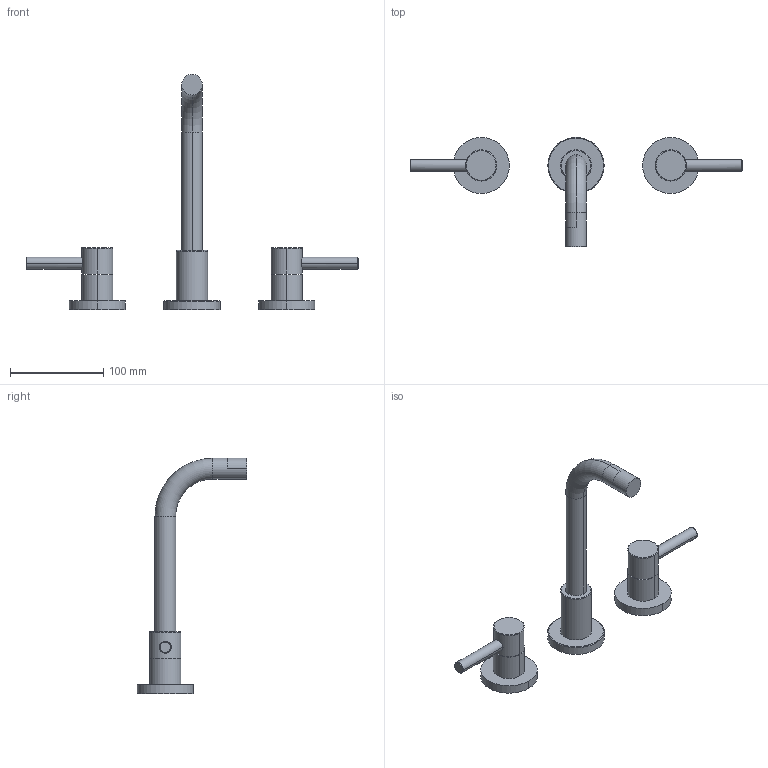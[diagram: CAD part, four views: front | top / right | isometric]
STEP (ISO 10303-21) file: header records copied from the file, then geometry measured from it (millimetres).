
FILE_DESCRIPTION((''),'2;1');
FILE_NAME('3-1501_SW0002','2021-11-05T13:30:07',('gbazan'),(''),'CREO PARAMETRIC BY PTC INC, 2018400','CREO PARAMETRIC BY PTC INC, 2018400','');
FILE_SCHEMA(('CONFIG_CONTROL_DESIGN'));
Length unit declared in the file: inch
Products named in the file (1): 3-1501_SW0002
Bounding box: 355.92 x 117.54 x 252.41 mm (x, y, z)
Volume: 337053 mm3; surface area: 65164.4 mm2
Topology: 5 solids, 5 shells, 54 faces, 102 edges, 64 vertices
Faces by surface type: cylinder 24, plane 16, torus 14
Entity records: 1558 total; most frequent: CARTESIAN_POINT 372, DIRECTION 278, ORIENTED_EDGE 204, AXIS2_PLACEMENT_3D 126, EDGE_CURVE 102, CIRCLE 72, VERTEX_POINT 64, EDGE_LOOP 60
